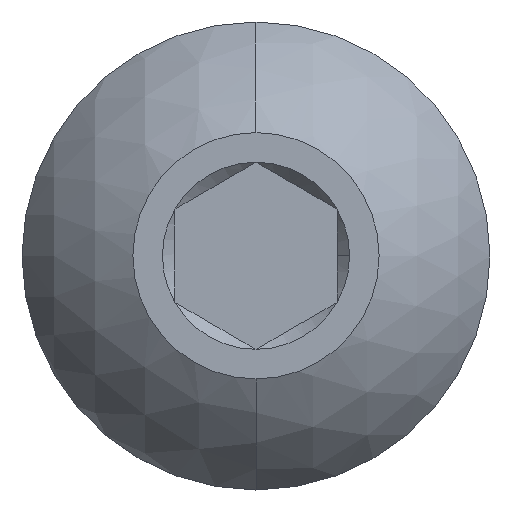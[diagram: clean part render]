
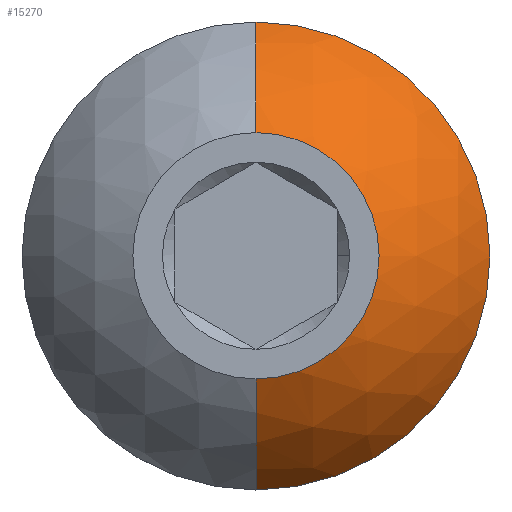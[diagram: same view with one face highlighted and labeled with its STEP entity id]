
A CAD part, top view. The second image highlights one B-rep face of the part: STEP entity #15270.
In plain terms, the highlighted spherical face has radius 5.172 mm.
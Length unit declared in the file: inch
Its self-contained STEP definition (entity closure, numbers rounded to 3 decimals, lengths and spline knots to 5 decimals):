
#291 = DIRECTION ( 'NONE',  ( 0., 1., 0. ) ) ;
#331 = ORIENTED_EDGE ( 'NONE', *, *, #4867, .T. ) ;
#476 = AXIS2_PLACEMENT_3D ( 'NONE', #10956, #8193, #810 ) ;
#542 = CARTESIAN_POINT ( 'NONE',  ( 0.1805, 0., -0.08585 ) ) ;
#548 = DIRECTION ( 'NONE',  ( 1., 0., 0. ) ) ;
#810 = DIRECTION ( 'NONE',  ( 1., 0., 0. ) ) ;
#992 = VERTEX_POINT ( 'NONE', #9867 ) ;
#1354 = FACE_OUTER_BOUND ( 'NONE', #8289, .T. ) ;
#3156 = CARTESIAN_POINT ( 'NONE',  ( 0., -0.095, 0. ) ) ;
#3746 = DIRECTION ( 'NONE',  ( 0., -1., 0. ) ) ;
#4071 = DIRECTION ( 'NONE',  ( 1., 0., 0. ) ) ;
#4305 = VERTEX_POINT ( 'NONE', #11977 ) ;
#4528 = DIRECTION ( 'NONE',  ( 0., 0., 1. ) ) ;
#4867 = EDGE_CURVE ( 'NONE', #14694, #9570, #13733, .T. ) ;
#5191 = CARTESIAN_POINT ( 'NONE',  ( 0., 0., -0.18011 ) ) ;
#5289 = EDGE_CURVE ( 'NONE', #4305, #13426, #6839, .T. ) ;
#6368 = ORIENTED_EDGE ( 'NONE', *, *, #12329, .T. ) ;
#6560 = CARTESIAN_POINT ( 'NONE',  ( 0., 0., 0. ) ) ;
#6839 = CIRCLE ( 'NONE', #13466, 0.20363 ) ;
#6919 = CIRCLE ( 'NONE', #10112, 0.095 ) ;
#8056 = DIRECTION ( 'NONE',  ( 1., 0., 0. ) ) ;
#8193 = DIRECTION ( 'NONE',  ( 0., 0., 1. ) ) ;
#8239 = EDGE_CURVE ( 'NONE', #4305, #14694, #10102, .T. ) ;
#8289 = EDGE_LOOP ( 'NONE', ( #15818, #331, #6368, #9717, #9356 ) ) ;
#8895 = CARTESIAN_POINT ( 'NONE',  ( 0., 0., -0.18011 ) ) ;
#9356 = ORIENTED_EDGE ( 'NONE', *, *, #5289, .F. ) ;
#9570 = VERTEX_POINT ( 'NONE', #11741 ) ;
#9604 = CARTESIAN_POINT ( 'NONE',  ( 0., 0., -0.08585 ) ) ;
#9717 = ORIENTED_EDGE ( 'NONE', *, *, #11285, .F. ) ;
#9867 = CARTESIAN_POINT ( 'NONE',  ( 0., 0.095, 0. ) ) ;
#10102 = CIRCLE ( 'NONE', #13013, 0.1805 ) ;
#10112 = AXIS2_PLACEMENT_3D ( 'NONE', #6560, #11967, #8056 ) ;
#10956 = CARTESIAN_POINT ( 'NONE',  ( 0., 0., -0.08585 ) ) ;
#11285 = EDGE_CURVE ( 'NONE', #13426, #992, #6919, .T. ) ;
#11585 = CARTESIAN_POINT ( 'NONE',  ( 0., 0., -0.18011 ) ) ;
#11741 = CARTESIAN_POINT ( 'NONE',  ( 0., 0.1805, -0.08585 ) ) ;
#11839 = DIRECTION ( 'NONE',  ( 0., -1., 0. ) ) ;
#11967 = DIRECTION ( 'NONE',  ( 0., 0., 1. ) ) ;
#11977 = CARTESIAN_POINT ( 'NONE',  ( 0., -0.1805, -0.08585 ) ) ;
#12254 = AXIS2_PLACEMENT_3D ( 'NONE', #8895, #4071, #3746 ) ;
#12329 = EDGE_CURVE ( 'NONE', #9570, #992, #15710, .T. ) ;
#12817 = SPHERICAL_SURFACE ( 'NONE', #12254, 0.20363 ) ;
#13013 = AXIS2_PLACEMENT_3D ( 'NONE', #9604, #4528, #13419 ) ;
#13419 = DIRECTION ( 'NONE',  ( 1., 0., 0. ) ) ;
#13426 = VERTEX_POINT ( 'NONE', #3156 ) ;
#13466 = AXIS2_PLACEMENT_3D ( 'NONE', #5191, #14091, #11839 ) ;
#13733 = CIRCLE ( 'NONE', #476, 0.1805 ) ;
#14089 = AXIS2_PLACEMENT_3D ( 'NONE', #11585, #548, #291 ) ;
#14091 = DIRECTION ( 'NONE',  ( -1., 0., 0. ) ) ;
#14694 = VERTEX_POINT ( 'NONE', #542 ) ;
#15270 = ADVANCED_FACE ( 'NONE', ( #1354 ), #12817, .T. ) ;
#15710 = CIRCLE ( 'NONE', #14089, 0.20363 ) ;
#15818 = ORIENTED_EDGE ( 'NONE', *, *, #8239, .T. ) ;
